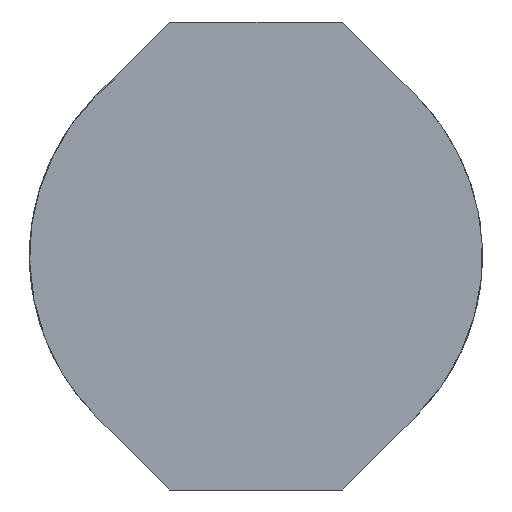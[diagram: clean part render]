
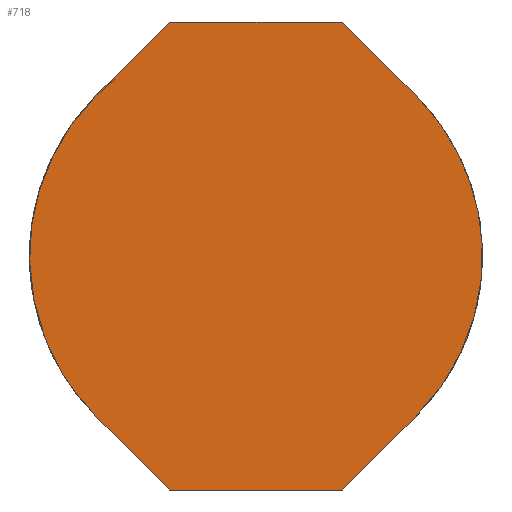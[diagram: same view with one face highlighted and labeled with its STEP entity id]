
A CAD part, left-side view. The second image highlights one B-rep face of the part: STEP entity #718.
In plain terms, the highlighted planar face has unit normal (-1, 0, 0).
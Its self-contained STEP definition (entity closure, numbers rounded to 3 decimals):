
#47=FACE_OUTER_BOUND('',#87,.T.);
#87=EDGE_LOOP('',(#478,#479,#480,#481,#482,#483,#484,#485,#486));
#127=CIRCLE('',#761,6.);
#131=LINE('',#908,#172);
#132=LINE('',#928,#173);
#172=VECTOR('',#791,10.);
#173=VECTOR('',#794,10.);
#213=B_SPLINE_CURVE_WITH_KNOTS('',3,(#888,#889,#890,#891),.UNSPECIFIED.,
 .F.,.F.,(4,4),(-1.,-0.815),.UNSPECIFIED.);
#214=B_SPLINE_CURVE_WITH_KNOTS('',3,(#893,#894,#895,#896,#897,#898,#899,
#900,#901),.UNSPECIFIED.,.F.,.F.,(4,2,1,2,4),(-0.815,-0.755,
-0.5,-0.245,-0.185),.UNSPECIFIED.);
#215=B_SPLINE_CURVE_WITH_KNOTS('',3,(#903,#904,#905,#906),.UNSPECIFIED.,
 .F.,.F.,(4,4),(-0.185,0.),.UNSPECIFIED.);
#216=B_SPLINE_CURVE_WITH_KNOTS('',3,(#910,#911,#912,#913),.UNSPECIFIED.,
 .F.,.F.,(4,4),(-1.,-0.815),.UNSPECIFIED.);
#217=B_SPLINE_CURVE_WITH_KNOTS('',3,(#917,#918,#919,#920,#921,#922),
 .UNSPECIFIED.,.F.,.F.,(4,2,4),(-0.49,-0.245,-0.185),
 .UNSPECIFIED.);
#218=B_SPLINE_CURVE_WITH_KNOTS('',3,(#924,#925,#926,#927),.UNSPECIFIED.,
 .F.,.F.,(4,4),(-0.185,0.),.UNSPECIFIED.);
#284=VERTEX_POINT('',#886);
#285=VERTEX_POINT('',#887);
#286=VERTEX_POINT('',#892);
#287=VERTEX_POINT('',#902);
#288=VERTEX_POINT('',#907);
#289=VERTEX_POINT('',#909);
#290=VERTEX_POINT('',#914);
#291=VERTEX_POINT('',#916);
#292=VERTEX_POINT('',#923);
#362=EDGE_CURVE('',#284,#285,#213,.T.);
#363=EDGE_CURVE('',#285,#286,#214,.T.);
#364=EDGE_CURVE('',#286,#287,#215,.T.);
#365=EDGE_CURVE('',#287,#288,#131,.T.);
#366=EDGE_CURVE('',#288,#289,#216,.T.);
#367=EDGE_CURVE('',#289,#290,#127,.T.);
#368=EDGE_CURVE('',#290,#291,#217,.T.);
#369=EDGE_CURVE('',#291,#292,#218,.T.);
#370=EDGE_CURVE('',#292,#284,#132,.T.);
#478=ORIENTED_EDGE('',*,*,#362,.T.);
#479=ORIENTED_EDGE('',*,*,#363,.T.);
#480=ORIENTED_EDGE('',*,*,#364,.T.);
#481=ORIENTED_EDGE('',*,*,#365,.T.);
#482=ORIENTED_EDGE('',*,*,#366,.T.);
#483=ORIENTED_EDGE('',*,*,#367,.T.);
#484=ORIENTED_EDGE('',*,*,#368,.T.);
#485=ORIENTED_EDGE('',*,*,#369,.T.);
#486=ORIENTED_EDGE('',*,*,#370,.T.);
#710=PLANE('',#760);
#718=ADVANCED_FACE('',(#47),#710,.T.);
#760=AXIS2_PLACEMENT_3D('',#885,#789,#790);
#761=AXIS2_PLACEMENT_3D('',#915,#792,#793);
#789=DIRECTION('center_axis',(-1.,0.,0.));
#790=DIRECTION('ref_axis',(0.,-1.,0.));
#791=DIRECTION('',(0.,1.,0.));
#792=DIRECTION('center_axis',(-1.,0.,0.));
#793=DIRECTION('ref_axis',(0.,1.,0.));
#794=DIRECTION('',(0.,-1.,0.));
#885=CARTESIAN_POINT('Origin',(0.,-3.035,5.95));
#886=CARTESIAN_POINT('',(0.,-4.571,0.));
#887=CARTESIAN_POINT('',(0.,-6.528,1.957));
#888=CARTESIAN_POINT('Ctrl Pts',(0.,-4.571,0.));
#889=CARTESIAN_POINT('Ctrl Pts',(0.,-5.223,0.652));
#890=CARTESIAN_POINT('Ctrl Pts',(0.,-5.876,1.305));
#891=CARTESIAN_POINT('Ctrl Pts',(0.,-6.528,1.957));
#892=CARTESIAN_POINT('',(0.,-6.528,10.443));
#893=CARTESIAN_POINT('Ctrl Pts',(0.,-6.528,1.957));
#894=CARTESIAN_POINT('Ctrl Pts',(0.,-6.739,2.168));
#895=CARTESIAN_POINT('Ctrl Pts',(0.,-6.934,2.395));
#896=CARTESIAN_POINT('Ctrl Pts',(0.,-7.87,3.657));
#897=CARTESIAN_POINT('Ctrl Pts',(0.,-8.702,6.2));
#898=CARTESIAN_POINT('Ctrl Pts',(0.,-7.87,8.743));
#899=CARTESIAN_POINT('Ctrl Pts',(0.,-6.934,10.005));
#900=CARTESIAN_POINT('Ctrl Pts',(0.,-6.739,10.232));
#901=CARTESIAN_POINT('Ctrl Pts',(0.,-6.528,10.443));
#902=CARTESIAN_POINT('',(0.,-4.571,12.4));
#903=CARTESIAN_POINT('Ctrl Pts',(0.,-6.528,10.443));
#904=CARTESIAN_POINT('Ctrl Pts',(0.,-5.876,11.095));
#905=CARTESIAN_POINT('Ctrl Pts',(0.,-5.223,11.748));
#906=CARTESIAN_POINT('Ctrl Pts',(0.,-4.571,12.4));
#907=CARTESIAN_POINT('',(0.,0.,12.4));
#908=CARTESIAN_POINT('',(0.,-3.803,12.4));
#909=CARTESIAN_POINT('',(0.,1.957,10.443));
#910=CARTESIAN_POINT('Ctrl Pts',(0.,0.,12.4));
#911=CARTESIAN_POINT('Ctrl Pts',(0.,0.652,11.748));
#912=CARTESIAN_POINT('Ctrl Pts',(0.,1.305,11.095));
#913=CARTESIAN_POINT('Ctrl Pts',(0.,1.957,10.443));
#914=CARTESIAN_POINT('',(0.,3.713,6.049));
#915=CARTESIAN_POINT('Origin',(0.,-2.285,6.2));
#916=CARTESIAN_POINT('',(0.,1.957,1.957));
#917=CARTESIAN_POINT('Ctrl Pts',(0.,3.712,6.049));
#918=CARTESIAN_POINT('Ctrl Pts',(0.,3.679,4.828));
#919=CARTESIAN_POINT('Ctrl Pts',(0.,3.27,3.617));
#920=CARTESIAN_POINT('Ctrl Pts',(0.,2.363,2.395));
#921=CARTESIAN_POINT('Ctrl Pts',(0.,2.168,2.168));
#922=CARTESIAN_POINT('Ctrl Pts',(0.,1.957,1.957));
#923=CARTESIAN_POINT('',(0.,0.,0.));
#924=CARTESIAN_POINT('Ctrl Pts',(0.,1.957,1.957));
#925=CARTESIAN_POINT('Ctrl Pts',(0.,1.305,1.305));
#926=CARTESIAN_POINT('Ctrl Pts',(0.,0.652,0.652));
#927=CARTESIAN_POINT('Ctrl Pts',(0.,0.,0.));
#928=CARTESIAN_POINT('',(0.,-1.518,0.));
